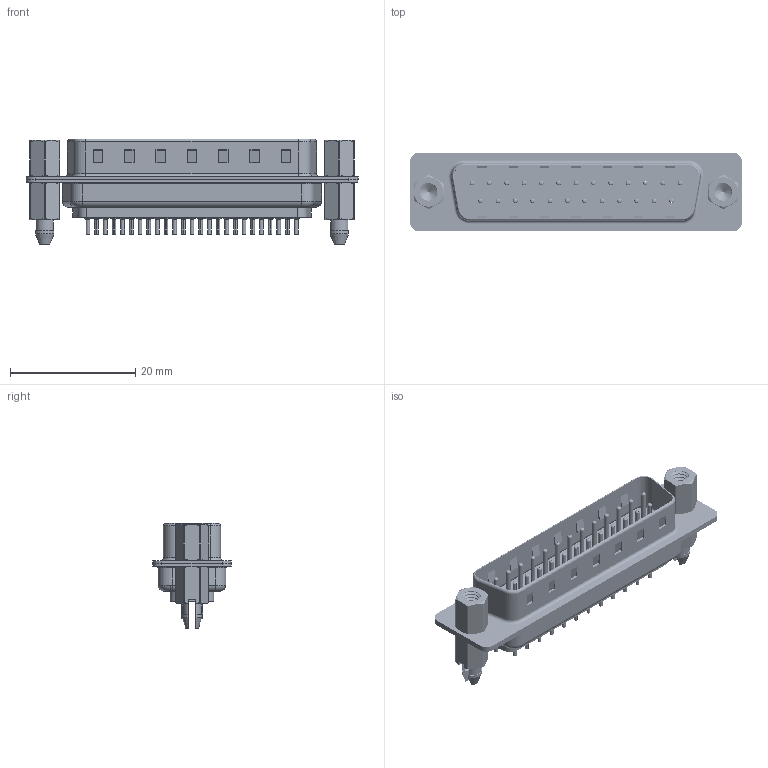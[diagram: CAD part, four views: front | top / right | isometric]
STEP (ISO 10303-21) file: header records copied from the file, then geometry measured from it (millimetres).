
FILE_DESCRIPTION (( 'STEP AP203' ), '1' );
FILE_NAME ('627-025-620-547.STEP', '2018-10-05T07:57:35', ( '' ), ( '' ), 'SwSTEP 2.0', 'SolidWorks 2016', '' );
FILE_SCHEMA (( 'CONFIG_CONTROL_DESIGN' ));
Length unit declared in the file: millimetre
Products named in the file (8): 627 Shell Rear_25 Contacts; 627 Contact Row 1_20L; 627 Contact Row 2_20L; 627 4-40 Hex Standoff; 627 4-40 Threaded Boardlock_LP; 627-025-620-547; 627 Housing_25 LP; 627 Shell Front_25 Contacts
Assembly tree (32 placements, depth 2):
  627-025-620-547
    627 Housing_25 LP
    627 Shell Front_25 Contacts
    627 Shell Rear_25 Contacts
    627 Contact Row 1_20L  x13
    627 Contact Row 2_20L  x12
    627 4-40 Hex Standoff  x2
    627 4-40 Threaded Boardlock_LP  x2
Bounding box: 53 x 12.6 x 16.9 mm (x, y, z)
Volume: 2996.2 mm3; surface area: 8427.4 mm2
Topology: 32 solids, 32 shells, 3026 faces, 7964 edges, 4961 vertices
Faces by surface type: cylinder 1166, plane 825, torus 731, cone 286, bspline 18
Entity records: 31010 total; most frequent: CARTESIAN_POINT 9187, DIRECTION 4425, ORIENTED_EDGE 4170, EDGE_CURVE 2085, AXIS2_PLACEMENT_3D 1737, VERTEX_POINT 1336, EDGE_LOOP 975, VECTOR 951
